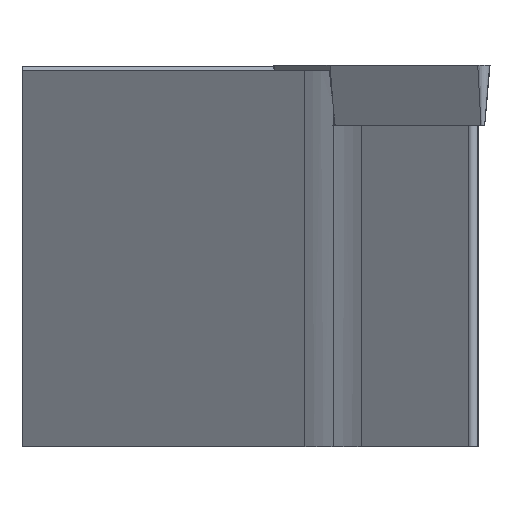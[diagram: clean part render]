
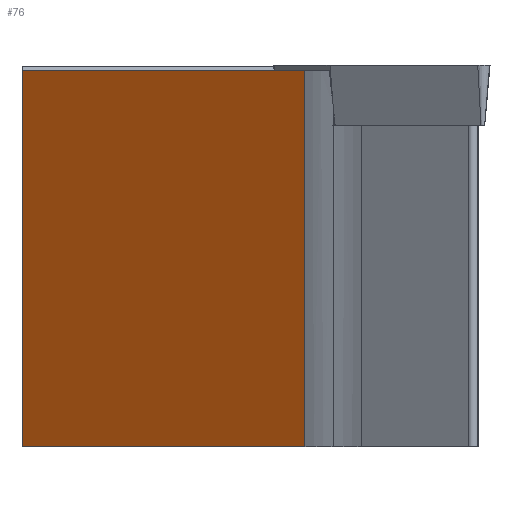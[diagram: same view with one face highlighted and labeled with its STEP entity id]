
A CAD part, left-side view. The second image highlights one B-rep face of the part: STEP entity #76.
In plain terms, the highlighted planar face has unit normal (-0.793, 0.609, 0).
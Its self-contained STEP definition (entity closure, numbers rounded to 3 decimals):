
#76=ADVANCED_FACE('',(#127),#99,.F.);
#99=PLANE('',#615);
#127=FACE_OUTER_BOUND('',#157,.T.);
#157=EDGE_LOOP('',(#374,#375,#376,#377));
#169=LINE('',#797,#223);
#184=LINE('',#839,#238);
#192=LINE('',#863,#246);
#205=LINE('',#904,#259);
#223=VECTOR('',#635,1.);
#238=VECTOR('',#670,1.);
#246=VECTOR('',#690,1.);
#259=VECTOR('',#741,1.);
#374=ORIENTED_EDGE('',*,*,#504,.F.);
#375=ORIENTED_EDGE('',*,*,#483,.F.);
#376=ORIENTED_EDGE('',*,*,#537,.T.);
#377=ORIENTED_EDGE('',*,*,#516,.F.);
#432=VERTEX_POINT('',#796);
#433=VERTEX_POINT('',#798);
#450=VERTEX_POINT('',#840);
#460=VERTEX_POINT('',#864);
#483=EDGE_CURVE('',#432,#433,#169,.T.);
#504=EDGE_CURVE('',#433,#450,#184,.T.);
#516=EDGE_CURVE('',#450,#460,#192,.T.);
#537=EDGE_CURVE('',#432,#460,#205,.T.);
#615=AXIS2_PLACEMENT_3D('',#906,#744,#745);
#635=DIRECTION('',(0.609,0.793,0.));
#670=DIRECTION('',(0.,0.,1.));
#690=DIRECTION('',(-0.609,-0.793,0.));
#741=DIRECTION('',(0.,0.,1.));
#744=DIRECTION('',(0.793,-0.609,0.));
#745=DIRECTION('',(0.609,0.793,0.));
#796=CARTESIAN_POINT('',(7.756,-14.892,-20.));
#797=CARTESIAN_POINT('',(7.756,-14.892,-20.));
#798=CARTESIAN_POINT('',(19.183,0.,-20.));
#839=CARTESIAN_POINT('',(19.183,0.,-39.9));
#840=CARTESIAN_POINT('',(19.183,0.,-0.2));
#863=CARTESIAN_POINT('',(7.756,-14.892,-0.2));
#864=CARTESIAN_POINT('',(7.756,-14.892,-0.2));
#904=CARTESIAN_POINT('',(7.756,-14.892,-39.9));
#906=CARTESIAN_POINT('',(7.756,-14.892,-39.9));
